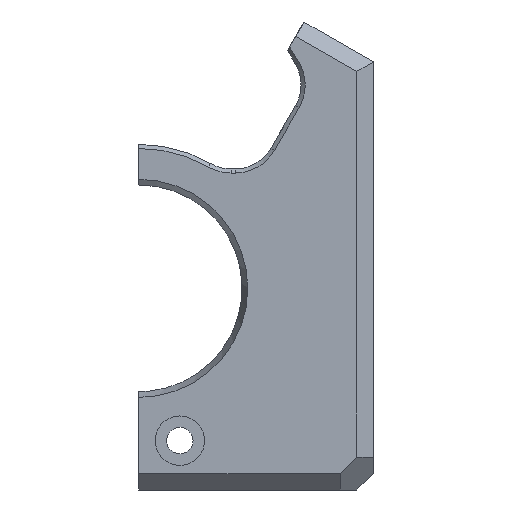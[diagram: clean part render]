
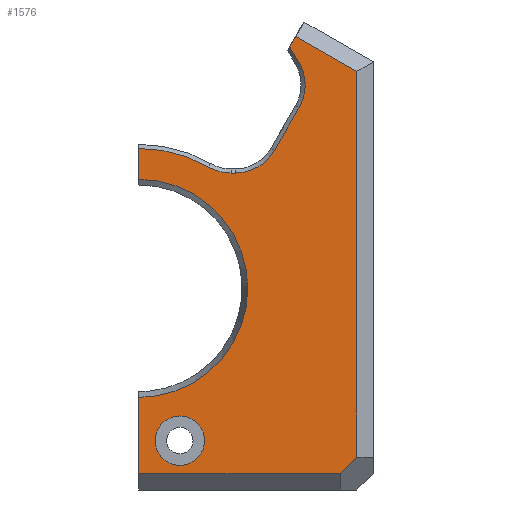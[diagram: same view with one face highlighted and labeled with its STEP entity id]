
A CAD part, front view. The second image highlights one B-rep face of the part: STEP entity #1576.
In plain terms, the highlighted planar face has unit normal (0, -1, 0).
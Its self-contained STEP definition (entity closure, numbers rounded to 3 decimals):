
#51=CIRCLE('',#1609,5.5);
#53=CIRCLE('',#1613,5.5);
#55=CIRCLE('',#1617,5.5);
#57=CIRCLE('',#1620,17.);
#81=CIRCLE('',#1686,3.);
#84=CIRCLE('',#1692,13.25);
#108=FACE_BOUND('',#315,.T.);
#217=FACE_OUTER_BOUND('',#314,.T.);
#314=EDGE_LOOP('',(#1356,#1357,#1358,#1359,#1360,#1361,#1362,#1363,#1364,
#1365,#1366,#1367,#1368,#1369,#1370,#1371,#1372,#1373));
#315=EDGE_LOOP('',(#1374));
#337=LINE('',#2085,#482);
#341=LINE('',#2186,#486);
#344=LINE('',#2197,#489);
#348=LINE('',#2209,#493);
#368=LINE('',#2266,#513);
#385=LINE('',#2300,#530);
#390=LINE('',#2309,#535);
#394=LINE('',#2315,#539);
#402=LINE('',#2337,#547);
#455=LINE('',#3908,#600);
#456=LINE('',#3910,#601);
#457=LINE('',#3911,#602);
#482=VECTOR('',#1721,10.);
#486=VECTOR('',#1727,10.);
#489=VECTOR('',#1738,10.);
#493=VECTOR('',#1750,10.);
#513=VECTOR('',#1806,10.);
#530=VECTOR('',#1833,10.);
#535=VECTOR('',#1840,10.);
#539=VECTOR('',#1848,10.);
#547=VECTOR('',#1868,10.);
#600=VECTOR('',#2011,10.);
#601=VECTOR('',#2012,10.);
#602=VECTOR('',#2013,10.);
#627=VERTEX_POINT('',#2082);
#628=VERTEX_POINT('',#2084);
#645=VERTEX_POINT('',#2184);
#647=VERTEX_POINT('',#2189);
#649=VERTEX_POINT('',#2195);
#651=VERTEX_POINT('',#2201);
#653=VERTEX_POINT('',#2207);
#655=VERTEX_POINT('',#2213);
#657=VERTEX_POINT('',#2219);
#671=VERTEX_POINT('',#2263);
#672=VERTEX_POINT('',#2265);
#684=VERTEX_POINT('',#2299);
#686=VERTEX_POINT('',#2305);
#695=VERTEX_POINT('',#2335);
#758=VERTEX_POINT('',#3894);
#761=VERTEX_POINT('',#3905);
#762=VERTEX_POINT('',#3907);
#763=VERTEX_POINT('',#3909);
#779=EDGE_CURVE('',#628,#627,#337,.T.);
#798=EDGE_CURVE('',#645,#627,#341,.T.);
#800=EDGE_CURVE('',#647,#645,#51,.T.);
#803=EDGE_CURVE('',#649,#647,#344,.T.);
#806=EDGE_CURVE('',#651,#649,#53,.T.);
#809=EDGE_CURVE('',#653,#651,#348,.T.);
#812=EDGE_CURVE('',#655,#653,#55,.T.);
#815=EDGE_CURVE('',#657,#655,#57,.T.);
#837=EDGE_CURVE('',#671,#672,#368,.T.);
#854=EDGE_CURVE('',#684,#671,#385,.T.);
#859=EDGE_CURVE('',#672,#686,#390,.T.);
#863=EDGE_CURVE('',#628,#684,#394,.T.);
#873=EDGE_CURVE('',#657,#695,#402,.T.);
#971=EDGE_CURVE('',#758,#758,#81,.T.);
#975=EDGE_CURVE('',#761,#695,#84,.T.);
#976=EDGE_CURVE('',#761,#762,#455,.T.);
#977=EDGE_CURVE('',#763,#762,#456,.T.);
#978=EDGE_CURVE('',#762,#686,#457,.T.);
#1356=ORIENTED_EDGE('',*,*,#815,.F.);
#1357=ORIENTED_EDGE('',*,*,#873,.T.);
#1358=ORIENTED_EDGE('',*,*,#975,.F.);
#1359=ORIENTED_EDGE('',*,*,#976,.T.);
#1360=ORIENTED_EDGE('',*,*,#977,.F.);
#1361=ORIENTED_EDGE('',*,*,#977,.T.);
#1362=ORIENTED_EDGE('',*,*,#978,.T.);
#1363=ORIENTED_EDGE('',*,*,#859,.F.);
#1364=ORIENTED_EDGE('',*,*,#837,.F.);
#1365=ORIENTED_EDGE('',*,*,#854,.F.);
#1366=ORIENTED_EDGE('',*,*,#863,.F.);
#1367=ORIENTED_EDGE('',*,*,#779,.T.);
#1368=ORIENTED_EDGE('',*,*,#798,.F.);
#1369=ORIENTED_EDGE('',*,*,#800,.F.);
#1370=ORIENTED_EDGE('',*,*,#803,.F.);
#1371=ORIENTED_EDGE('',*,*,#806,.F.);
#1372=ORIENTED_EDGE('',*,*,#809,.F.);
#1373=ORIENTED_EDGE('',*,*,#812,.F.);
#1374=ORIENTED_EDGE('',*,*,#971,.F.);
#1498=PLANE('',#1691);
#1576=ADVANCED_FACE('',(#217,#108),#1498,.F.);
#1609=AXIS2_PLACEMENT_3D('',#2191,#1731,#1732);
#1613=AXIS2_PLACEMENT_3D('',#2203,#1743,#1744);
#1617=AXIS2_PLACEMENT_3D('',#2215,#1755,#1756);
#1620=AXIS2_PLACEMENT_3D('',#2221,#1762,#1763);
#1686=AXIS2_PLACEMENT_3D('',#3896,#1996,#1997);
#1691=AXIS2_PLACEMENT_3D('',#3904,#2007,#2008);
#1692=AXIS2_PLACEMENT_3D('',#3906,#2009,#2010);
#1721=DIRECTION('',(-0.499,0.,-0.867));
#1727=DIRECTION('',(-0.5,0.,0.866));
#1731=DIRECTION('center_axis',(0.,-1.,0.));
#1732=DIRECTION('ref_axis',(1.,0.,0.));
#1738=DIRECTION('',(0.5,0.,0.866));
#1743=DIRECTION('center_axis',(0.,-1.,0.));
#1744=DIRECTION('ref_axis',(0.5,0.,-0.866));
#1750=DIRECTION('',(1.,0.,0.));
#1755=DIRECTION('center_axis',(0.,-1.,0.));
#1756=DIRECTION('ref_axis',(-0.258,0.,-0.966));
#1762=DIRECTION('center_axis',(0.,1.,0.));
#1763=DIRECTION('ref_axis',(1.,0.,0.));
#1806=DIRECTION('',(-0.707,0.,-0.707));
#1833=DIRECTION('',(0.,0.,-1.));
#1840=DIRECTION('',(-1.,0.,0.));
#1848=DIRECTION('',(0.867,0.,-0.498));
#1868=DIRECTION('',(0.,0.,-1.));
#1996=DIRECTION('center_axis',(0.,-1.,0.));
#1997=DIRECTION('ref_axis',(1.,0.,0.));
#2007=DIRECTION('center_axis',(0.,1.,0.));
#2008=DIRECTION('ref_axis',(0.,0.,
-1.));
#2009=DIRECTION('center_axis',(0.,-1.,0.));
#2010=DIRECTION('ref_axis',(1.,0.,0.));
#2011=DIRECTION('',(0.,0.,-1.));
#2012=DIRECTION('',(-1.,0.,0.));
#2013=DIRECTION('',(0.,0.,-1.));
#2082=CARTESIAN_POINT('',(18.329,-19.,-5.177));
#2084=CARTESIAN_POINT('',(19.078,-19.,-3.877));
#2085=CARTESIAN_POINT('',(18.454,-19.,-4.96));
#2184=CARTESIAN_POINT('',(19.49,-19.,-7.053));
#2186=CARTESIAN_POINT('',(21.723,-19.,-10.921));
#2189=CARTESIAN_POINT('',(19.49,-19.,-12.553));
#2191=CARTESIAN_POINT('Origin',(14.727,-19.,-9.803));
#2195=CARTESIAN_POINT('',(16.49,-19.,-17.75));
#2197=CARTESIAN_POINT('',(20.683,-19.,-10.486));
#2201=CARTESIAN_POINT('',(11.726,-19.,-20.5));
#2203=CARTESIAN_POINT('Origin',(11.726,-19.,-15.));
#2207=CARTESIAN_POINT('',(11.225,-19.,-20.5));
#2209=CARTESIAN_POINT('',(22.5,-19.,-20.5));
#2213=CARTESIAN_POINT('',(8.481,-19.,-19.767));
#2215=CARTESIAN_POINT('Origin',(11.225,-19.,-15.));
#2219=CARTESIAN_POINT('',(0.,-19.,-17.5));
#2221=CARTESIAN_POINT('Origin',(0.,-19.,
-34.5));
#2263=CARTESIAN_POINT('',(26.5,-19.,-55.));
#2265=CARTESIAN_POINT('',(24.5,-19.,-57.));
#2266=CARTESIAN_POINT('',(35.75,-19.,-45.75));
#2299=CARTESIAN_POINT('',(26.5,-19.,-8.145));
#2300=CARTESIAN_POINT('',(26.5,-19.,-26.));
#2305=CARTESIAN_POINT('',(0.,-19.,-57.));
#2309=CARTESIAN_POINT('',(27.5,-19.,-57.));
#2315=CARTESIAN_POINT('',(28.858,-19.,-9.501));
#2335=CARTESIAN_POINT('',(0.,-19.,-21.25));
#2337=CARTESIAN_POINT('',(0.,-19.,-17.));
#3894=CARTESIAN_POINT('',(2.,-19.,-53.));
#3896=CARTESIAN_POINT('Origin',(5.,-19.,-53.));
#3904=CARTESIAN_POINT('Origin',(27.5,-19.,-15.));
#3905=CARTESIAN_POINT('',(0.,-19.,-47.75));
#3906=CARTESIAN_POINT('Origin',(0.,-19.,
-34.5));
#3907=CARTESIAN_POINT('',(0.,-19.,-49.));
#3908=CARTESIAN_POINT('',(0.,-19.,-20.));
#3909=CARTESIAN_POINT('',(25.5,-19.,-49.));
#3910=CARTESIAN_POINT('',(20.875,-19.,-49.));
#3911=CARTESIAN_POINT('',(0.,-19.,-27.25));
